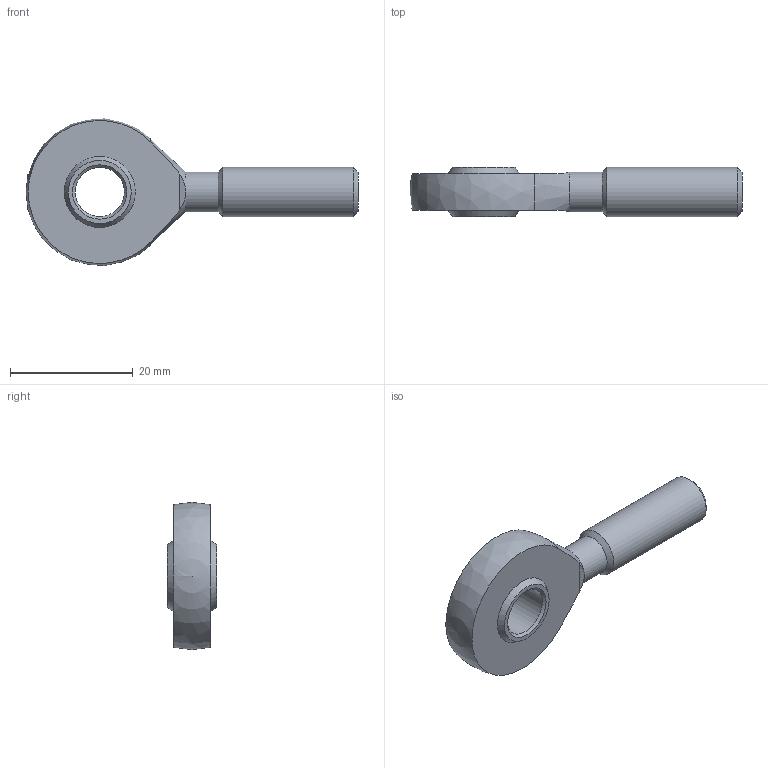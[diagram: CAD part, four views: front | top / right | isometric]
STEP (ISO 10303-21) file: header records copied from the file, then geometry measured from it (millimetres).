
FILE_DESCRIPTION( ( 'STEP AP214' ), '1' );
FILE_NAME( 'K0722.08_0.stp', '2020-12-09T14:26:41', ( '' ), ( '' ), ' ', 'PARTsolutions', ' ' );
FILE_SCHEMA( ( 'AUTOMOTIVE_DESIGN { 1 0 10303 214 1 1 1 1 }' ) );
Length unit declared in the file: millimetre
Products named in the file (1): _K0722.08_0
Bounding box: 54 x 8 x 23.95 mm (x, y, z)
Volume: 3878.1 mm3; surface area: 2176.4 mm2
Topology: 1 solids, 1 shells, 19 faces, 42 edges, 26 vertices
Faces by surface type: plane 7, cone 6, cylinder 3, sphere 3
Full cylindrical faces by diameter (mm): 6.466 x1, 8 x2
Entity records: 656 total; most frequent: CARTESIAN_POINT 127, DIRECTION 78, ORIENTED_EDGE 56, AXIS2_PLACEMENT_3D 38, EDGE_LOOP 32, EDGE_CURVE 28, FACE_OUTER_BOUND 24, VERTEX_POINT 23
